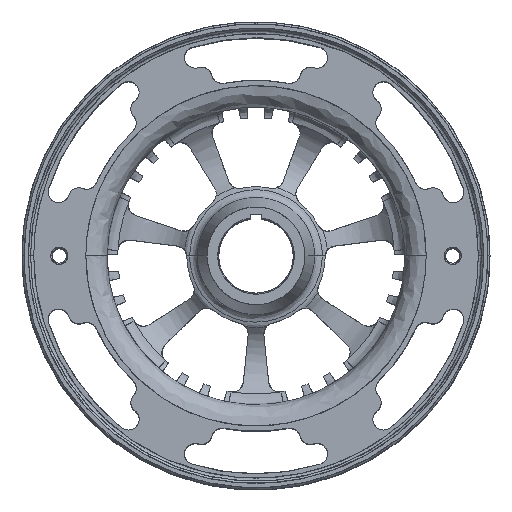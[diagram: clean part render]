
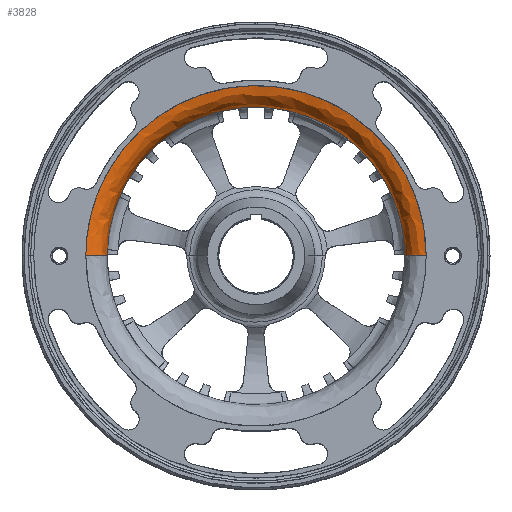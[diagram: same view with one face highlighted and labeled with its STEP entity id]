
A CAD part, top view. The second image highlights one B-rep face of the part: STEP entity #3828.
In plain terms, the highlighted free-form (B-spline) face has degree [3, 3] with [4, 4] control points.
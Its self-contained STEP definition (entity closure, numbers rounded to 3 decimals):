
#3828 = ADVANCED_FACE('',(#3829),#3865,.T.);
#3829 = FACE_BOUND('',#3830,.T.);
#3830 = EDGE_LOOP('',(#3831,#3842,#3850,#3859));
#3831 = ORIENTED_EDGE('',*,*,#3832,.T.);
#3832 = EDGE_CURVE('',#3833,#3835,#3837,.T.);
#3833 = VERTEX_POINT('',#3834);
#3834 = CARTESIAN_POINT('',(105.558,0.,
    65.974));
#3835 = VERTEX_POINT('',#3836);
#3836 = CARTESIAN_POINT('',(-105.558,0.,
    65.974));
#3837 = ( BOUNDED_CURVE() B_SPLINE_CURVE(3,(#3838,#3839,#3840,#3841),
.UNSPECIFIED.,.F.,.F.) B_SPLINE_CURVE_WITH_KNOTS((4,4),(0.,1.),
.PIECEWISE_BEZIER_KNOTS.) CURVE() GEOMETRIC_REPRESENTATION_ITEM() 
RATIONAL_B_SPLINE_CURVE((0.957,0.319,0.319,
0.957)) REPRESENTATION_ITEM('') );
#3838 = CARTESIAN_POINT('',(105.558,0.,65.974));
#3839 = CARTESIAN_POINT('',(105.558,211.115,
    65.974));
#3840 = CARTESIAN_POINT('',(-105.558,211.115,
    65.974));
#3841 = CARTESIAN_POINT('',(-105.558,0.,65.974));
#3842 = ORIENTED_EDGE('',*,*,#3843,.T.);
#3843 = EDGE_CURVE('',#3835,#3844,#3846,.T.);
#3844 = VERTEX_POINT('',#3845);
#3845 = CARTESIAN_POINT('',(-92.363,0.,
    52.779));
#3846 = ( BOUNDED_CURVE() B_SPLINE_CURVE(2,(#3847,#3848,#3849),
.UNSPECIFIED.,.F.,.F.) B_SPLINE_CURVE_WITH_KNOTS((3,3),(
0.,1.571),.PIECEWISE_BEZIER_KNOTS.) CURVE() 
GEOMETRIC_REPRESENTATION_ITEM() RATIONAL_B_SPLINE_CURVE((1.,
0.707,1.)) REPRESENTATION_ITEM('') );
#3847 = CARTESIAN_POINT('',(-105.558,0.,
    65.974));
#3848 = CARTESIAN_POINT('',(-92.363,0.,
    65.974));
#3849 = CARTESIAN_POINT('',(-92.363,0.,
    52.779));
#3850 = ORIENTED_EDGE('',*,*,#3851,.T.);
#3851 = EDGE_CURVE('',#3844,#3852,#3854,.T.);
#3852 = VERTEX_POINT('',#3853);
#3853 = CARTESIAN_POINT('',(92.363,0.,
    52.779));
#3854 = ( BOUNDED_CURVE() B_SPLINE_CURVE(3,(#3855,#3856,#3857,#3858),
.UNSPECIFIED.,.F.,.F.) B_SPLINE_CURVE_WITH_KNOTS((4,4),(0.,1.),
.PIECEWISE_BEZIER_KNOTS.) CURVE() GEOMETRIC_REPRESENTATION_ITEM() 
RATIONAL_B_SPLINE_CURVE((0.957,0.319,0.319,
0.957)) REPRESENTATION_ITEM('') );
#3855 = CARTESIAN_POINT('',(-92.363,0.,52.779));
#3856 = CARTESIAN_POINT('',(-92.363,184.726,
    52.779));
#3857 = CARTESIAN_POINT('',(92.363,184.726,
    52.779));
#3858 = CARTESIAN_POINT('',(92.363,0.,52.779));
#3859 = ORIENTED_EDGE('',*,*,#3860,.T.);
#3860 = EDGE_CURVE('',#3852,#3833,#3861,.T.);
#3861 = ( BOUNDED_CURVE() B_SPLINE_CURVE(2,(#3862,#3863,#3864),
.UNSPECIFIED.,.F.,.F.) B_SPLINE_CURVE_WITH_KNOTS((3,3),(
0.,1.571),.PIECEWISE_BEZIER_KNOTS.) CURVE() 
GEOMETRIC_REPRESENTATION_ITEM() RATIONAL_B_SPLINE_CURVE((1.,
0.707,1.)) REPRESENTATION_ITEM('') );
#3862 = CARTESIAN_POINT('',(92.363,0.,
    52.779));
#3863 = CARTESIAN_POINT('',(92.363,0.,
    65.974));
#3864 = CARTESIAN_POINT('',(105.558,0.,
    65.974));
#3865 = ( BOUNDED_SURFACE() B_SPLINE_SURFACE(3,3,(
    (#3866,#3867,#3868,#3869)
    ,(#3870,#3871,#3872,#3873)
    ,(#3874,#3875,#3876,#3877)
    ,(#3878,#3879,#3880,#3881
)),.UNSPECIFIED.,.F.,.F.,.F.) B_SPLINE_SURFACE_WITH_KNOTS((4,4),(4,4),(
    0.,1.),(0.,1.),.PIECEWISE_BEZIER_KNOTS.) 
GEOMETRIC_REPRESENTATION_ITEM() RATIONAL_B_SPLINE_SURFACE((
    (1.,0.333,0.333,1.)
    ,(0.755,0.252,0.252,0.755)
    ,(0.755,0.252,0.252,0.755)
,(1.,0.333,0.333,1.
))) REPRESENTATION_ITEM('') SURFACE() );
#3866 = CARTESIAN_POINT('',(92.429,0.,51.462));
#3867 = CARTESIAN_POINT('',(92.429,184.858,
    51.462));
#3868 = CARTESIAN_POINT('',(-92.429,184.858,
    51.462));
#3869 = CARTESIAN_POINT('',(-92.429,0.,51.462));
#3870 = CARTESIAN_POINT('',(91.529,0.,60.432));
#3871 = CARTESIAN_POINT('',(91.529,183.058,
    60.432));
#3872 = CARTESIAN_POINT('',(-91.529,183.058,
    60.432));
#3873 = CARTESIAN_POINT('',(-91.529,0.,60.432));
#3874 = CARTESIAN_POINT('',(97.904,0.,66.808));
#3875 = CARTESIAN_POINT('',(97.904,195.808,
    66.808));
#3876 = CARTESIAN_POINT('',(-97.904,195.808,
    66.808));
#3877 = CARTESIAN_POINT('',(-97.904,0.,66.808));
#3878 = CARTESIAN_POINT('',(106.875,0.,65.908));
#3879 = CARTESIAN_POINT('',(106.875,213.75,
    65.908));
#3880 = CARTESIAN_POINT('',(-106.875,213.75,
    65.908));
#3881 = CARTESIAN_POINT('',(-106.875,0.,65.908));
